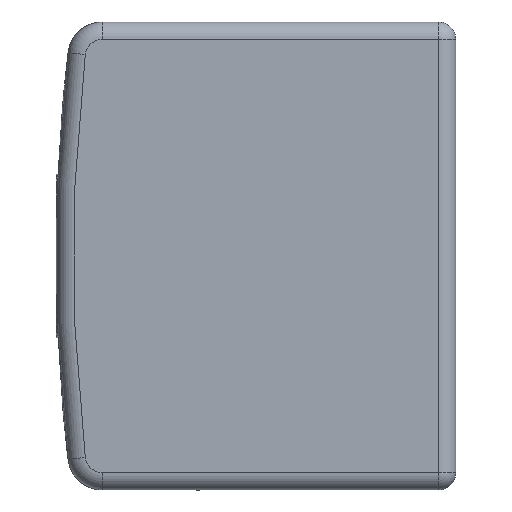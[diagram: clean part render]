
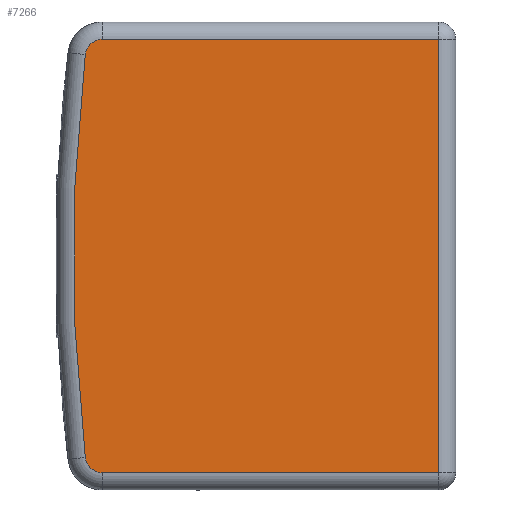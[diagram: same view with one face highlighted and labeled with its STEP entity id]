
A CAD part, front view. The second image highlights one B-rep face of the part: STEP entity #7266.
In plain terms, the highlighted planar face has unit normal (0, -1, 0).
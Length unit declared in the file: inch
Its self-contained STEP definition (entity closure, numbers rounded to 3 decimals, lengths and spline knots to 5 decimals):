
#68 = DIRECTION ( 'NONE',  ( 1., 0., 0. ) ) ;
#424 = AXIS2_PLACEMENT_3D ( 'NONE', #25372, #55613, #29714 ) ;
#1835 = CARTESIAN_POINT ( 'NONE',  ( 0.05058, 0., -0.75455 ) ) ;
#2665 = EDGE_LOOP ( 'NONE', ( #28468, #3358, #35284, #18228, #9087, #55396 ) ) ;
#3358 = ORIENTED_EDGE ( 'NONE', *, *, #33845, .T. ) ;
#5806 = VECTOR ( 'NONE', #55522, 39.37008 ) ;
#6771 = LINE ( 'NONE', #8683, #28379 ) ;
#7266 = ADVANCED_FACE ( 'NONE', ( #10633 ), #39212, .T. ) ;
#8199 = CARTESIAN_POINT ( 'NONE',  ( 0.08037, 0., -0.75102 ) ) ;
#8683 = CARTESIAN_POINT ( 'NONE',  ( 0.02753, 0., -0.03 ) ) ;
#9087 = ORIENTED_EDGE ( 'NONE', *, *, #45890, .F. ) ;
#9298 = CARTESIAN_POINT ( 'NONE',  ( 0.66291, 0., -0.78102 ) ) ;
#9548 = CIRCLE ( 'NONE', #424, 2.97 ) ;
#10633 = FACE_OUTER_BOUND ( 'NONE', #2665, .T. ) ;
#12568 = DIRECTION ( 'NONE',  ( 1., 0., 0. ) ) ;
#13072 = DIRECTION ( 'NONE',  ( -1., 0., 0. ) ) ;
#14191 = VERTEX_POINT ( 'NONE', #38007 ) ;
#17282 = LINE ( 'NONE', #46849, #5806 ) ;
#17678 = DIRECTION ( 'NONE',  ( 0., -1., 0. ) ) ;
#17930 = VERTEX_POINT ( 'NONE', #24460 ) ;
#18048 = AXIS2_PLACEMENT_3D ( 'NONE', #34815, #17678, #47878 ) ;
#18221 = VECTOR ( 'NONE', #68, 39.37008 ) ;
#18228 = ORIENTED_EDGE ( 'NONE', *, *, #33857, .T. ) ;
#18845 = VERTEX_POINT ( 'NONE', #32482 ) ;
#22515 = CARTESIAN_POINT ( 'NONE',  ( 0.08037, 0., -0.06 ) ) ;
#24460 = CARTESIAN_POINT ( 'NONE',  ( 0.05058, 0., -0.05647 ) ) ;
#25372 = CARTESIAN_POINT ( 'NONE',  ( 3., 0., -0.40551 ) ) ;
#25989 = EDGE_CURVE ( 'NONE', #34208, #55121, #43670, .T. ) ;
#26820 = DIRECTION ( 'NONE',  ( 1., 0., 0. ) ) ;
#28379 = VECTOR ( 'NONE', #13072, 39.37008 ) ;
#28468 = ORIENTED_EDGE ( 'NONE', *, *, #25989, .F. ) ;
#29714 = DIRECTION ( 'NONE',  ( 1., 0., 0. ) ) ;
#32482 = CARTESIAN_POINT ( 'NONE',  ( 0.66291, 0., -0.03 ) ) ;
#33369 = EDGE_CURVE ( 'NONE', #17930, #55121, #9548, .T. ) ;
#33845 = EDGE_CURVE ( 'NONE', #34208, #48796, #41276, .T. ) ;
#33857 = EDGE_CURVE ( 'NONE', #18845, #14191, #6771, .T. ) ;
#34208 = VERTEX_POINT ( 'NONE', #55484 ) ;
#34815 = CARTESIAN_POINT ( 'NONE',  ( 0.69291, 0., -0.81102 ) ) ;
#35284 = ORIENTED_EDGE ( 'NONE', *, *, #37498, .T. ) ;
#37498 = EDGE_CURVE ( 'NONE', #48796, #18845, #17282, .T. ) ;
#38007 = CARTESIAN_POINT ( 'NONE',  ( 0.08037, 0., -0.03 ) ) ;
#38381 = DIRECTION ( 'NONE',  ( 0., 1., 0. ) ) ;
#39212 = PLANE ( 'NONE',  #18048 ) ;
#40555 = CIRCLE ( 'NONE', #41434, 0.03 ) ;
#41276 = LINE ( 'NONE', #51743, #18221 ) ;
#41434 = AXIS2_PLACEMENT_3D ( 'NONE', #22515, #52691, #26820 ) ;
#43670 = CIRCLE ( 'NONE', #52793, 0.03 ) ;
#45890 = EDGE_CURVE ( 'NONE', #17930, #14191, #40555, .T. ) ;
#46849 = CARTESIAN_POINT ( 'NONE',  ( 0.66291, 0., -0.81102 ) ) ;
#47878 = DIRECTION ( 'NONE',  ( 1., 0., 0. ) ) ;
#48796 = VERTEX_POINT ( 'NONE', #9298 ) ;
#51743 = CARTESIAN_POINT ( 'NONE',  ( 0.69291, 0., -0.78102 ) ) ;
#52691 = DIRECTION ( 'NONE',  ( 0., 1., 0. ) ) ;
#52793 = AXIS2_PLACEMENT_3D ( 'NONE', #8199, #38381, #12568 ) ;
#55121 = VERTEX_POINT ( 'NONE', #1835 ) ;
#55396 = ORIENTED_EDGE ( 'NONE', *, *, #33369, .T. ) ;
#55484 = CARTESIAN_POINT ( 'NONE',  ( 0.08037, 0., -0.78102 ) ) ;
#55522 = DIRECTION ( 'NONE',  ( 0., 0., 1. ) ) ;
#55613 = DIRECTION ( 'NONE',  ( 0., -1., 0. ) ) ;
